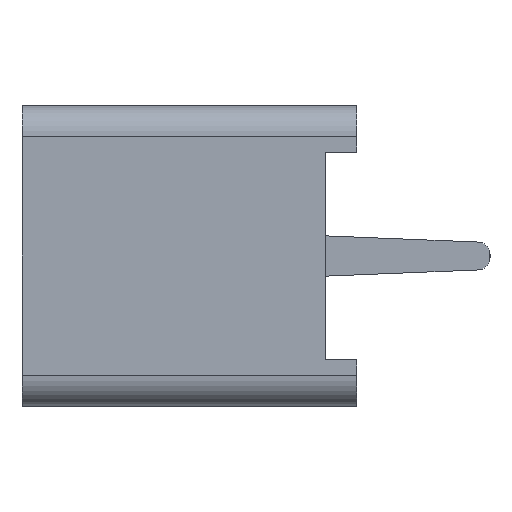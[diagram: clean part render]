
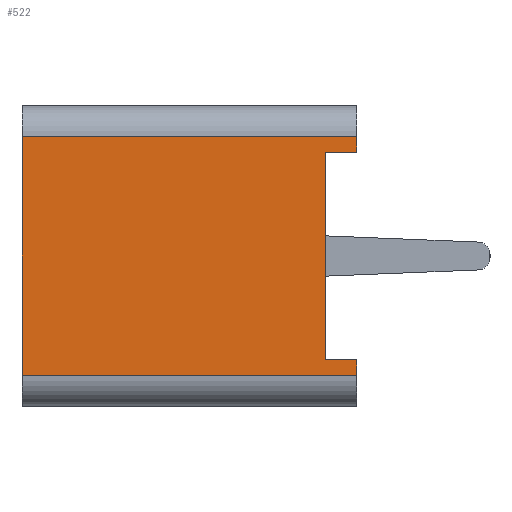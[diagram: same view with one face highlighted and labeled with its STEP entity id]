
A CAD part, left-side view. The second image highlights one B-rep face of the part: STEP entity #522.
In plain terms, the highlighted planar face has unit normal (-1, 0, 0).
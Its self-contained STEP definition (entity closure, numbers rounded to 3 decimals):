
#125 = CARTESIAN_POINT ( 'NONE',  ( -12.1, -6.413, -3.35 ) ) ;
#128 = DIRECTION ( 'NONE',  ( 0., -1., 0. ) ) ;
#185 = CARTESIAN_POINT ( 'NONE',  ( -12.1, 4.387, 3.85 ) ) ;
#320 = EDGE_CURVE ( 'NONE', #6995, #1428, #3961, .T. ) ;
#329 = CARTESIAN_POINT ( 'NONE',  ( -12.1, 4.387, 4.85 ) ) ;
#461 = CARTESIAN_POINT ( 'NONE',  ( -12.1, -6.413, 3.35 ) ) ;
#480 = LINE ( 'NONE', #3111, #3410 ) ;
#522 = ADVANCED_FACE ( 'NONE', ( #665 ), #1588, .F. ) ;
#543 = CARTESIAN_POINT ( 'NONE',  ( -12.1, 4.387, 4.85 ) ) ;
#647 = ORIENTED_EDGE ( 'NONE', *, *, #3594, .F. ) ;
#665 = FACE_OUTER_BOUND ( 'NONE', #6460, .T. ) ;
#808 = CARTESIAN_POINT ( 'NONE',  ( -12.1, -6.413, 4.85 ) ) ;
#870 = DIRECTION ( 'NONE',  ( 0., 1., 0. ) ) ;
#894 = DIRECTION ( 'NONE',  ( 0., 0., -1. ) ) ;
#1092 = DIRECTION ( 'NONE',  ( 0., 1., 0. ) ) ;
#1254 = ORIENTED_EDGE ( 'NONE', *, *, #5323, .F. ) ;
#1353 = VECTOR ( 'NONE', #6191, 1000. ) ;
#1371 = EDGE_CURVE ( 'NONE', #6995, #4117, #480, .T. ) ;
#1428 = VERTEX_POINT ( 'NONE', #461 ) ;
#1491 = VECTOR ( 'NONE', #4110, 1000. ) ;
#1588 = PLANE ( 'NONE',  #2485 ) ;
#1664 = ORIENTED_EDGE ( 'NONE', *, *, #6321, .T. ) ;
#1805 = VECTOR ( 'NONE', #128, 1000. ) ;
#2040 = VERTEX_POINT ( 'NONE', #125 ) ;
#2042 = ORIENTED_EDGE ( 'NONE', *, *, #6629, .F. ) ;
#2219 = EDGE_CURVE ( 'NONE', #1428, #3259, #2545, .T. ) ;
#2450 = VECTOR ( 'NONE', #3049, 1000. ) ;
#2472 = VERTEX_POINT ( 'NONE', #3278 ) ;
#2485 = AXIS2_PLACEMENT_3D ( 'NONE', #543, #4408, #1092 ) ;
#2506 = VERTEX_POINT ( 'NONE', #3834 ) ;
#2545 = LINE ( 'NONE', #4580, #5496 ) ;
#2874 = CARTESIAN_POINT ( 'NONE',  ( -12.1, 4.387, -3.85 ) ) ;
#2993 = LINE ( 'NONE', #2874, #1353 ) ;
#3049 = DIRECTION ( 'NONE',  ( 0., 0., -1. ) ) ;
#3111 = CARTESIAN_POINT ( 'NONE',  ( -12.1, 4.387, 3.85 ) ) ;
#3259 = VERTEX_POINT ( 'NONE', #6470 ) ;
#3278 = CARTESIAN_POINT ( 'NONE',  ( -12.1, -5.413, -3.35 ) ) ;
#3410 = VECTOR ( 'NONE', #870, 1000. ) ;
#3547 = CARTESIAN_POINT ( 'NONE',  ( -12.1, -6.413, 4.85 ) ) ;
#3594 = EDGE_CURVE ( 'NONE', #2472, #2040, #5458, .T. ) ;
#3710 = ORIENTED_EDGE ( 'NONE', *, *, #2219, .F. ) ;
#3834 = CARTESIAN_POINT ( 'NONE',  ( -12.1, -6.413, -3.85 ) ) ;
#3961 = LINE ( 'NONE', #808, #2450 ) ;
#4047 = DIRECTION ( 'NONE',  ( 0., 1., 0. ) ) ;
#4110 = DIRECTION ( 'NONE',  ( 0., 0., -1. ) ) ;
#4117 = VERTEX_POINT ( 'NONE', #185 ) ;
#4335 = CARTESIAN_POINT ( 'NONE',  ( -12.1, 4.387, -3.85 ) ) ;
#4398 = ORIENTED_EDGE ( 'NONE', *, *, #1371, .T. ) ;
#4402 = CARTESIAN_POINT ( 'NONE',  ( -12.1, -6.413, 3.85 ) ) ;
#4408 = DIRECTION ( 'NONE',  ( 1., 0., 0. ) ) ;
#4417 = LINE ( 'NONE', #5746, #7144 ) ;
#4580 = CARTESIAN_POINT ( 'NONE',  ( -12.1, -6.413, 3.35 ) ) ;
#4599 = VECTOR ( 'NONE', #894, 1000. ) ;
#4649 = ORIENTED_EDGE ( 'NONE', *, *, #320, .F. ) ;
#5323 = EDGE_CURVE ( 'NONE', #2040, #2506, #5913, .T. ) ;
#5458 = LINE ( 'NONE', #5664, #1805 ) ;
#5496 = VECTOR ( 'NONE', #4047, 1000. ) ;
#5664 = CARTESIAN_POINT ( 'NONE',  ( -12.1, -6.413, -3.35 ) ) ;
#5746 = CARTESIAN_POINT ( 'NONE',  ( -12.1, -5.413, -3.35 ) ) ;
#5767 = DIRECTION ( 'NONE',  ( 0., 0., -1. ) ) ;
#5913 = LINE ( 'NONE', #3547, #1491 ) ;
#6191 = DIRECTION ( 'NONE',  ( 0., -1., 0. ) ) ;
#6229 = LINE ( 'NONE', #329, #4599 ) ;
#6321 = EDGE_CURVE ( 'NONE', #4117, #6927, #6229, .T. ) ;
#6460 = EDGE_LOOP ( 'NONE', ( #4649, #4398, #1664, #6820, #1254, #647, #2042, #3710 ) ) ;
#6470 = CARTESIAN_POINT ( 'NONE',  ( -12.1, -5.413, 3.35 ) ) ;
#6629 = EDGE_CURVE ( 'NONE', #3259, #2472, #4417, .T. ) ;
#6820 = ORIENTED_EDGE ( 'NONE', *, *, #7130, .T. ) ;
#6927 = VERTEX_POINT ( 'NONE', #4335 ) ;
#6995 = VERTEX_POINT ( 'NONE', #4402 ) ;
#7130 = EDGE_CURVE ( 'NONE', #6927, #2506, #2993, .T. ) ;
#7144 = VECTOR ( 'NONE', #5767, 1000. ) ;
